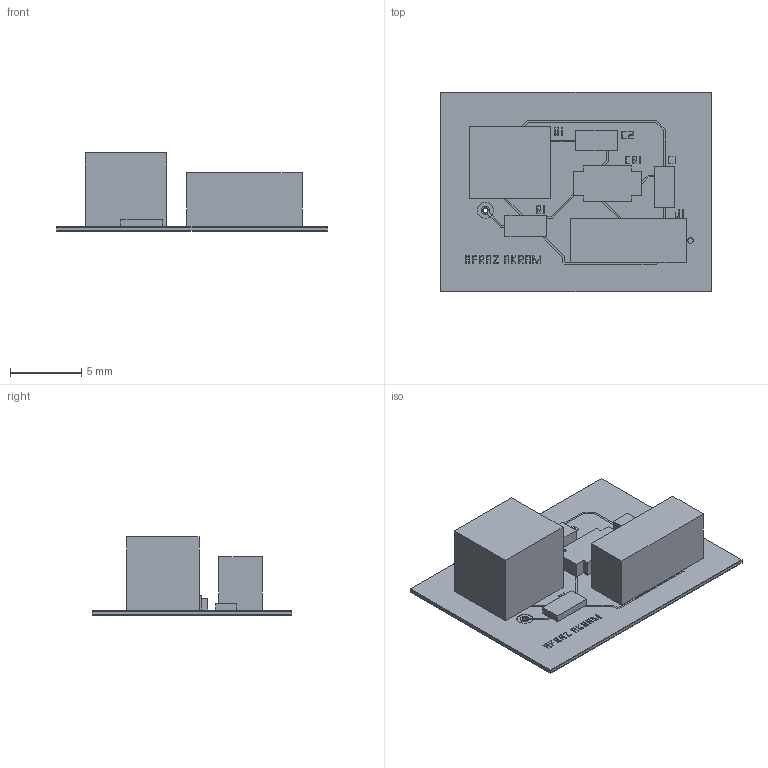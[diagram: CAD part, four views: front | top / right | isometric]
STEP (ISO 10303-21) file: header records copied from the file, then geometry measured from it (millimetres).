
FILE_DESCRIPTION(('STEP AP214'),'1');
FILE_NAME('3d.stp','2025-09-04T23:43:31',(' '),(' '),'Spatial InterOp 3D',' ',' ');
FILE_SCHEMA(('AUTOMOTIVE_DESIGN { 1 0 10303 214 1 1 1 1 }'));
Length unit declared in the file: millimetre
Products named in the file (68): PlaceBoundTop; PlaceBound_R1; PlaceBound_J1; PlaceBound_C1; PlaceBound_CR1; PlaceBound_C2; PlaceBound_U1; PlaceBound; MYTEMPBREAKOUT; SILKSCREEN_TOP_Model_17(4); SILKSCREEN_TOP_Model_17_Inst; SILKSCREEN_TOP (29 bodies); SILKSCREEN_TOP_Model_16(4); SILKSCREEN_TOP_Model_16_Inst; SILKSCREEN_TOP_Model_15_Inst; SILKSCREEN_TOP_Model_14_Inst; SILKSCREEN_TOP_Model_13_Inst; SILKSCREEN_TOP_Model_12_Inst; SILKSCREEN_TOP_Model_11_Inst; SILKSCREEN_TOP_Model_10_Inst; SILKSCREEN_TOP_Model_9_Inst; SILKSCREEN_TOP_Model_8_Inst; SILKSCREEN_TOP_Model_7_Inst; SILKSCREEN_TOP_Model_6_Inst; SILKSCREEN_TOP_Model_5(3); SILKSCREEN_TOP_Model_5_Inst; SILKSCREEN_TOP_Model_4_Inst; SILKSCREEN_TOP_Model_3(5); SILKSCREEN_TOP_Model_3_Inst; SILKSCREEN_TOP_Model_2_Inst; SILKSCREEN_TOP_Model_1_Inst; PASTEMASK_TOP_Model_4(2); PASTEMASK_TOP_Model_4_Inst; PASTEMASK_TOP (8 bodies); PASTEMASK_TOP_Model_3(2); PASTEMASK_TOP_Model_3_Inst; PASTEMASK_TOP_Model_2(2); PASTEMASK_TOP_Model_2_Inst; PASTEMASK_TOP_Model_1(2); PASTEMASK_TOP_Model_1_Inst ...
Assembly tree (88 placements, depth 5):
  MYTEMPBREAKOUT
    PlaceBound
      PlaceBoundTop
        PlaceBound_R1
        PlaceBound_J1
        PlaceBound_C1
        PlaceBound_CR1
        PlaceBound_C2
        PlaceBound_U1
    SILKSCREEN_TOP (29 bodies)
      SILKSCREEN_TOP_Model_17(4)
        SILKSCREEN_TOP_Model_17_Inst  x4
      SILKSCREEN_TOP_Model_16(4)
        SILKSCREEN_TOP_Model_16_Inst  x4
      SILKSCREEN_TOP_Model_15_Inst
      SILKSCREEN_TOP_Model_14_Inst
      SILKSCREEN_TOP_Model_13_Inst
      SILKSCREEN_TOP_Model_12_Inst
      SILKSCREEN_TOP_Model_11_Inst
      SILKSCREEN_TOP_Model_10_Inst
      SILKSCREEN_TOP_Model_9_Inst
      SILKSCREEN_TOP_Model_8_Inst
      SILKSCREEN_TOP_Model_7_Inst
      SILKSCREEN_TOP_Model_6_Inst
      SILKSCREEN_TOP_Model_5(3)
        SILKSCREEN_TOP_Model_5_Inst  x3
      SILKSCREEN_TOP_Model_4_Inst
      SILKSCREEN_TOP_Model_3(5)
        SILKSCREEN_TOP_Model_3_Inst  x5
      SILKSCREEN_TOP_Model_2_Inst
      SILKSCREEN_TOP_Model_1_Inst
    PASTEMASK_TOP (8 bodies)
      PASTEMASK_TOP_Model_4(2)
        PASTEMASK_TOP_Model_4_Inst  x2
      PASTEMASK_TOP_Model_3(2)
        PASTEMASK_TOP_Model_3_Inst  x2
      PASTEMASK_TOP_Model_2(2)
        PASTEMASK_TOP_Model_2_Inst  x2
      PASTEMASK_TOP_Model_1(2)
        PASTEMASK_TOP_Model_1_Inst  x2
    SOLDERMASK_TOP (1 bodies)
      SOLDERMASK_TOP_Model_1_Inst
    TOP (6 bodies)
      TOP_Model_6_Inst
      TOP_Model_5_Inst
      TOP_Model_4_Inst
      TOP_Model_3_Inst
      TOP_Model_2_Inst
      TOP_Model_1_Inst
    DIELECTRIC(2) (1 bodies)
      DIELECTRIC(2)_Model_1_Inst
    BOTTOM (6 bodies)
      BOTTOM_Model_6_Inst
      BOTTOM_Model_5_Inst
      BOTTOM_Model_4_Inst
      BOTTOM_Model_3_Inst
      BOTTOM_Model_2_Inst
      BOTTOM_Model_1_Inst
    SOLDERMASK_BOTTOM (1 bodies)
      SOLDERMASK_BOTTOM_Model_1_Inst
Bounding box: 19 x 14 x 5.48 mm (x, y, z)
Volume: 342.2 mm3; surface area: 2030.7 mm2
Topology: 66 solids, 66 shells, 954 faces, 2466 edges, 1644 vertices
Faces by surface type: plane 590, cylinder 364
Entity records: 24686 total; most frequent: DIRECTION 4115, CARTESIAN_POINT 3999, ORIENTED_EDGE 3798, EDGE_CURVE 1899, AXIS2_PLACEMENT_3D 1382, LINE 1351, VECTOR 1351, VERTEX_POINT 1266
